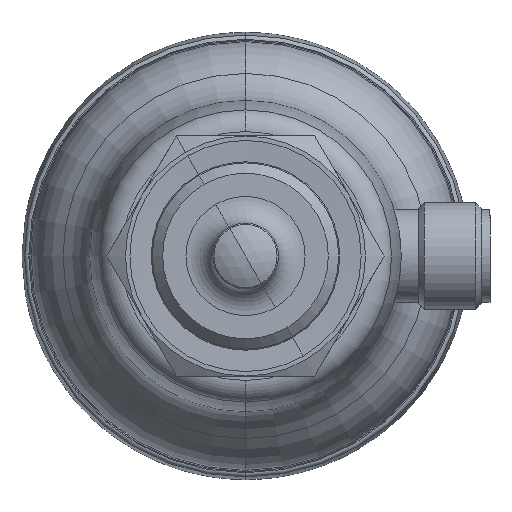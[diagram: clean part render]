
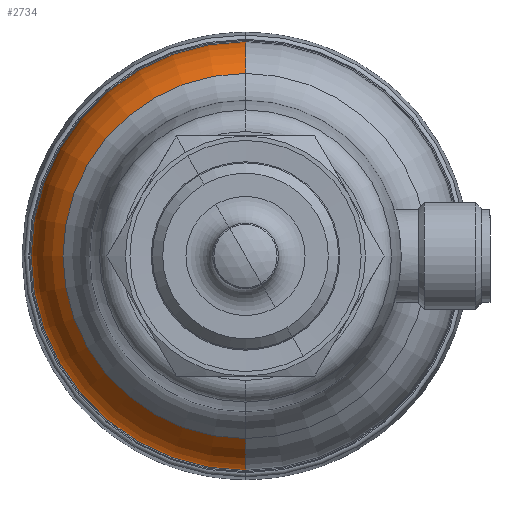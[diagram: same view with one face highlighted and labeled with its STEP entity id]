
A CAD part, left-side view. The second image highlights one B-rep face of the part: STEP entity #2734.
In plain terms, the highlighted toroidal (fillet/blend) face has major radius 14.1 mm and minor radius 10 mm.
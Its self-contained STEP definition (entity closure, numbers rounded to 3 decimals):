
#143 = CARTESIAN_POINT ( 'NONE',  ( -15.8, 0., 14.1 ) ) ;
#469 = DIRECTION ( 'NONE',  ( 0., 0., -1. ) ) ;
#940 = EDGE_LOOP ( 'NONE', ( #13378, #5377, #8065, #7418 ) ) ;
#1170 = AXIS2_PLACEMENT_3D ( 'NONE', #7925, #11256, #5503 ) ;
#1294 = CARTESIAN_POINT ( 'NONE',  ( -15.8, 0., 0. ) ) ;
#1332 = DIRECTION ( 'NONE',  ( 0., 1., 0. ) ) ;
#2488 = EDGE_CURVE ( 'Defeature ausgef�hrt1_4+Defeature ausgef�hrt1_5+Defeature ausgef�hrt1_5+Defeature ausgef�hrt1_5', #8948, #9080, #4009, .T. ) ;
#2583 = TOROIDAL_SURFACE ( 'NONE', #1170, 14.1, 10. ) ;
#2734 = ADVANCED_FACE ( 'Defeature ausgef�hrt1_5', ( #11033 ), #2583, .T. ) ;
#3127 = EDGE_CURVE ( 'Defeature ausgef�hrt1_5+Defeature ausgef�hrt1_6+Defeature ausgef�hrt1_6+Defeature ausgef�hrt1_6', #4235, #3974, #7405, .T. ) ;
#3235 = CIRCLE ( 'NONE', #4182, 10. ) ;
#3925 = CARTESIAN_POINT ( 'NONE',  ( -23.457, 0., 0. ) ) ;
#3974 = VERTEX_POINT ( 'NONE', #8288 ) ;
#4009 = CIRCLE ( 'NONE', #12020, 24.1 ) ;
#4093 = AXIS2_PLACEMENT_3D ( 'NONE', #3925, #7256, #6148 ) ;
#4182 = AXIS2_PLACEMENT_3D ( 'NONE', #5122, #11628, #6163 ) ;
#4235 = VERTEX_POINT ( 'NONE', #6207 ) ;
#5122 = CARTESIAN_POINT ( 'NONE',  ( -15.8, 0., -14.1 ) ) ;
#5377 = ORIENTED_EDGE ( 'NONE', *, *, #13474, .T. ) ;
#5503 = DIRECTION ( 'NONE',  ( 0., 0., -1. ) ) ;
#6148 = DIRECTION ( 'NONE',  ( 0., 0., -1. ) ) ;
#6163 = DIRECTION ( 'NONE',  ( 0., 0., -1. ) ) ;
#6207 = CARTESIAN_POINT ( 'NONE',  ( -23.457, 0., -20.532 ) ) ;
#7256 = DIRECTION ( 'NONE',  ( 1., 0., 0. ) ) ;
#7405 = CIRCLE ( 'NONE', #4093, 20.532 ) ;
#7418 = ORIENTED_EDGE ( 'NONE', *, *, #13206, .F. ) ;
#7925 = CARTESIAN_POINT ( 'NONE',  ( -15.8, 0., 0. ) ) ;
#8065 = ORIENTED_EDGE ( 'NONE', *, *, #2488, .F. ) ;
#8288 = CARTESIAN_POINT ( 'NONE',  ( -23.457, 0., 20.532 ) ) ;
#8329 = CARTESIAN_POINT ( 'NONE',  ( -15.8, 0., -24.1 ) ) ;
#8948 = VERTEX_POINT ( 'NONE', #8329 ) ;
#9080 = VERTEX_POINT ( 'NONE', #10309 ) ;
#10308 = DIRECTION ( 'NONE',  ( 1., 0., 0. ) ) ;
#10309 = CARTESIAN_POINT ( 'NONE',  ( -15.8, 0., 24.1 ) ) ;
#11033 = FACE_OUTER_BOUND ( 'NONE', #940, .T. ) ;
#11256 = DIRECTION ( 'NONE',  ( 1., 0., 0. ) ) ;
#11628 = DIRECTION ( 'NONE',  ( 0., -1., 0. ) ) ;
#11727 = CIRCLE ( 'NONE', #14070, 10. ) ;
#12020 = AXIS2_PLACEMENT_3D ( 'NONE', #1294, #10308, #469 ) ;
#12487 = DIRECTION ( 'NONE',  ( 0., 0., 1. ) ) ;
#13206 = EDGE_CURVE ( 'NONE', #4235, #8948, #3235, .T. ) ;
#13378 = ORIENTED_EDGE ( 'NONE', *, *, #3127, .T. ) ;
#13474 = EDGE_CURVE ( 'NONE', #3974, #9080, #11727, .T. ) ;
#14070 = AXIS2_PLACEMENT_3D ( 'NONE', #143, #1332, #12487 ) ;
